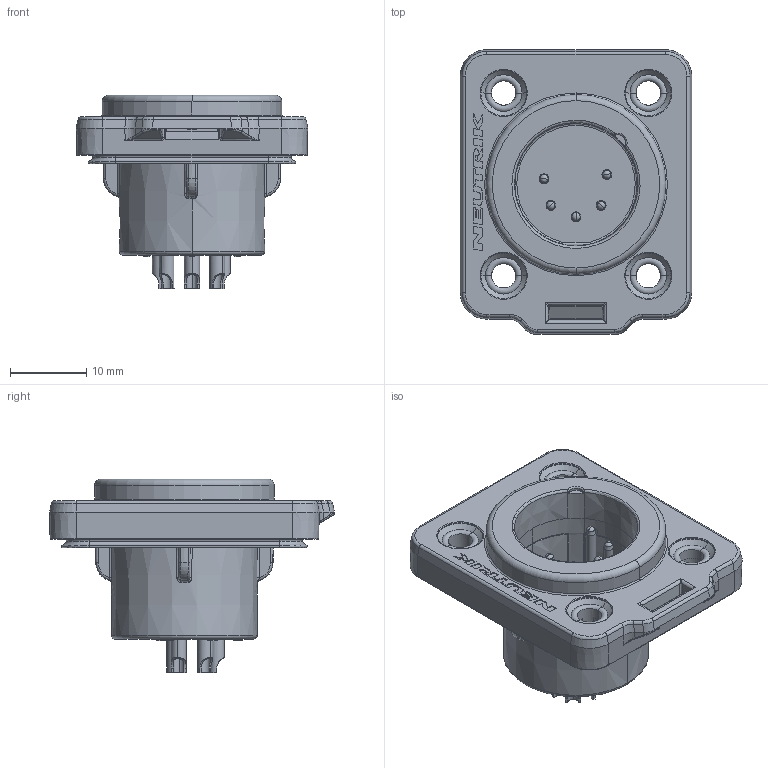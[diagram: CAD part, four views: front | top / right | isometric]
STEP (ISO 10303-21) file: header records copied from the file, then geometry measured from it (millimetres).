
FILE_DESCRIPTION((''),'2;1');
FILE_NAME('30011070','2023-11-08T08:10:42',('SYSTEM'),(''),'CREO PARAMETRIC BY PTC INC, 2021184','CREO PARAMETRIC BY PTC INC, 2021184','');
FILE_SCHEMA(('CONFIG_CONTROL_DESIGN'));
Length unit declared in the file: millimetre
Products named in the file (1): 30011070
Bounding box: 30.4 x 37.4 x 25.4 mm (x, y, z)
Volume: 7564.3 mm3; surface area: 5651.4 mm2
Topology: 1 solids, 7 shells, 938 faces, 2398 edges, 1490 vertices
Faces by surface type: plane 392, cylinder 187, torus 125, bspline 121, cone 80, sphere 25, extrusion 8
Entity records: 32992 total; most frequent: CARTESIAN_POINT 11120, ORIENTED_EDGE 4776, DIRECTION 4286, EDGE_CURVE 2388, AXIS2_PLACEMENT_3D 1539, VERTEX_POINT 1490, VECTOR 1208, LINE 1200
